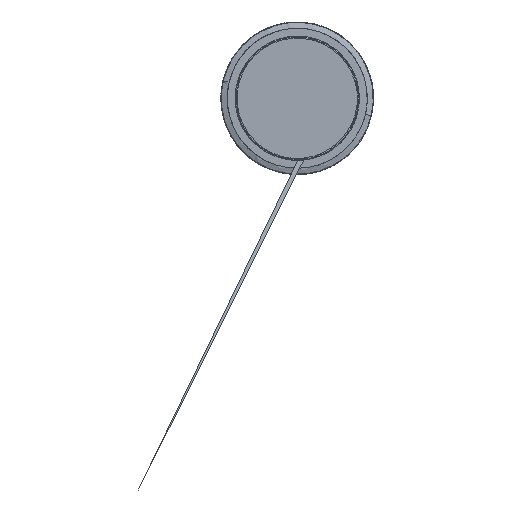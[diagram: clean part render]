
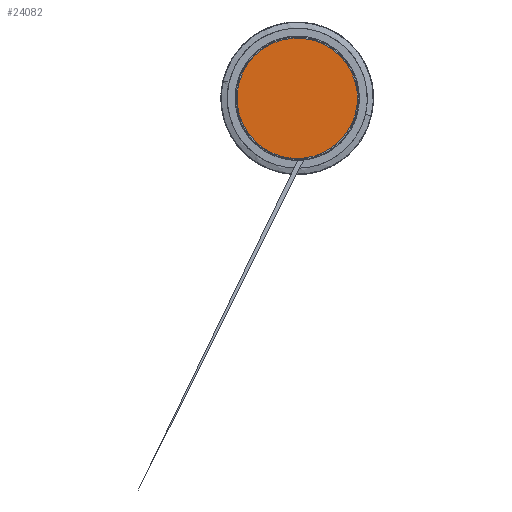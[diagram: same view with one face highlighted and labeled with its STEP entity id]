
A CAD part, front view. The second image highlights one B-rep face of the part: STEP entity #24082.
In plain terms, the highlighted planar face has unit normal (0, -1, 0).
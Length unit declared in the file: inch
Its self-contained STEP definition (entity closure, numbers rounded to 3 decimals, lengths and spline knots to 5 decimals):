
#10331 = ORIENTED_EDGE ( 'NONE', *, *, #47608, .F. ) ;
#16962 = DIRECTION ( 'NONE',  ( 0., 1., 0. ) ) ;
#21128 = EDGE_CURVE ( 'NONE', #54627, #22538, #22706, .T. ) ;
#21178 = CARTESIAN_POINT ( 'NONE',  ( 21.78431, -4.031, 44.62126 ) ) ;
#22538 = VERTEX_POINT ( 'NONE', #21178 ) ;
#22706 = CIRCLE ( 'NONE', #59953, 6.30315 ) ;
#23114 = DIRECTION ( 'NONE',  ( 0., 1., 0. ) ) ;
#23860 = DIRECTION ( 'NONE',  ( -0.818, 0., -0.575 ) ) ;
#24082 = ADVANCED_FACE ( 'NONE', ( #70264 ), #52772, .F. ) ;
#31779 = CARTESIAN_POINT ( 'NONE',  ( 11.46986, -4.031, 37.37343 ) ) ;
#40786 = AXIS2_PLACEMENT_3D ( 'NONE', #53829, #23114, #23860 ) ;
#41062 = DIRECTION ( 'NONE',  ( 0., 1., 0. ) ) ;
#47608 = EDGE_CURVE ( 'NONE', #22538, #54627, #74356, .T. ) ;
#48150 = ORIENTED_EDGE ( 'NONE', *, *, #21128, .F. ) ;
#51590 = CARTESIAN_POINT ( 'NONE',  ( 16.62708, -4.031, 40.99734 ) ) ;
#52772 = PLANE ( 'NONE',  #56305 ) ;
#53541 = CARTESIAN_POINT ( 'NONE',  ( 16.62708, -4.031, 40.99734 ) ) ;
#53829 = CARTESIAN_POINT ( 'NONE',  ( 16.62708, -4.031, 40.99734 ) ) ;
#54627 = VERTEX_POINT ( 'NONE', #31779 ) ;
#56305 = AXIS2_PLACEMENT_3D ( 'NONE', #53541, #41062, #71421 ) ;
#57241 = EDGE_LOOP ( 'NONE', ( #48150, #10331 ) ) ;
#59953 = AXIS2_PLACEMENT_3D ( 'NONE', #51590, #16962, #69472 ) ;
#69472 = DIRECTION ( 'NONE',  ( -0.818, 0., -0.575 ) ) ;
#70264 = FACE_OUTER_BOUND ( 'NONE', #57241, .T. ) ;
#71421 = DIRECTION ( 'NONE',  ( 1., 0., 0. ) ) ;
#74356 = CIRCLE ( 'NONE', #40786, 6.30315 ) ;
